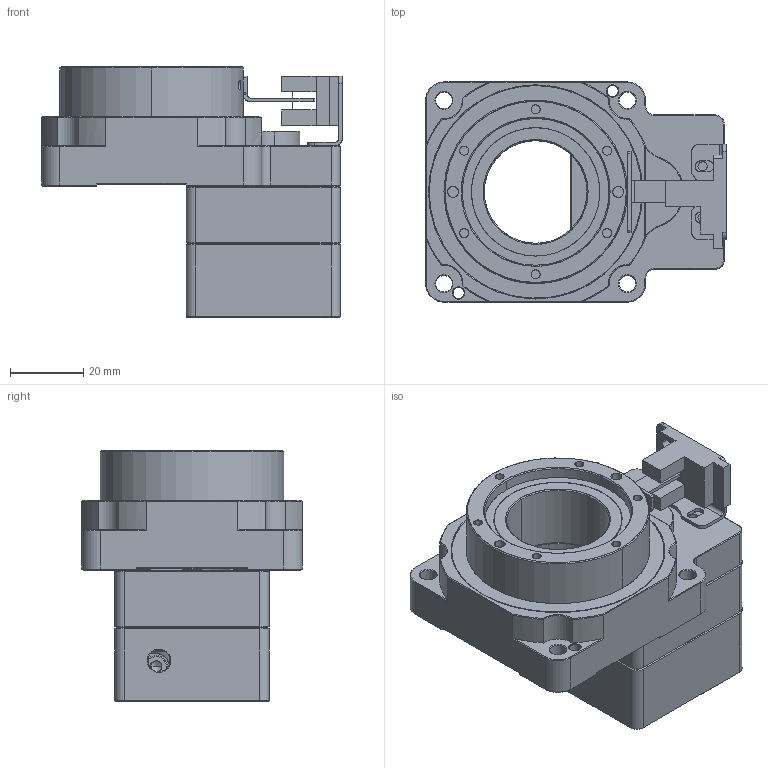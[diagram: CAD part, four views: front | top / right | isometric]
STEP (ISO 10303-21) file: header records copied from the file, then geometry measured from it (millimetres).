
FILE_DESCRIPTION(/* description */ (''),/* implementation_level */ '2;1');
FILE_NAME(/* name */ 'DTN060-10-8-25-30-45-M3.stp',/* time_stamp */ '2021-02-27T16:21:37+08:00',/* author */ (''),/* organization */ (''),/* preprocessor_version */ 'ST-DEVELOPER v16',/* originating_system */ 'SIEMENS PLM Software NX 10.0',/* authorisation */ '');
FILE_SCHEMA (('AUTOMOTIVE_DESIGN { 1 0 10303 214 3 1 1 1 }'));
Products named in the file (1): DTN060-10-8-25-30-45-M3_stp
Bounding box: 82 x 60 x 68.2 mm (x, y, z)
Surface area: 50106.5 mm2 (no closed solid volume)
Topology: 0 solids, 1070 shells, 1325 faces, 5660 edges, 5346 vertices
Faces by surface type: plane 532, cylinder 372, cone 357, torus 60, bspline 4
Entity records: 80914 total; most frequent: CARTESIAN_POINT 20818, DIRECTION 7912, ORIENTED_EDGE 6268, EDGE_CURVE 5604, VERTEX_POINT 5346, AXIS2_PLACEMENT_3D 3087, PRESENTATION_STYLE_ASSIGNMENT 2395, SURFACE_STYLE_USAGE 2395
